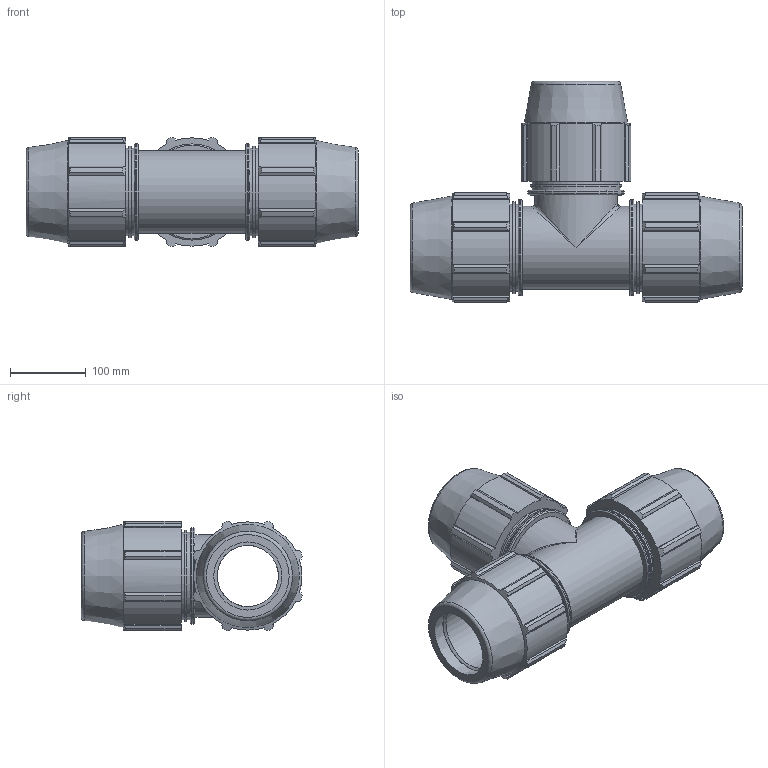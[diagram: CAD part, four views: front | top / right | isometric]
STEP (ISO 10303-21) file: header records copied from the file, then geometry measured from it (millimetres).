
FILE_DESCRIPTION(/* description */ ('PLASSON TEE 90-90-90'),/* implementation_level */ '2;1');
FILE_NAME(/* name */ '0704060900A.ipt.stp',/* time_stamp */ '2018-03-25T20:10:24+03:00',/* author */ ('KIM'),/* organization */ (''),/* preprocessor_version */ 'ST-DEVELOPER v15.6',/* originating_system */ 'Autodesk Inventor 2015',/* authorisation */ '');
FILE_SCHEMA (('AUTOMOTIVE_DESIGN { 1 0 10303 214 3 1 1 }'));
Length unit declared in the file: millimetre
Products named in the file (1): 0704060900A
Bounding box: 439 x 292.45 x 144.9 mm (x, y, z)
Volume: 4205051.1 mm3; surface area: 482024.2 mm2
Topology: 1 solids, 1 shells, 226 faces, 607 edges, 399 vertices
Faces by surface type: plane 120, cylinder 67, cone 28, torus 9, bspline 2
Full cylindrical faces by diameter (mm): 81 x2, 90 x3, 109.725 x2, 115.5 x6, 121.275 x3, 127.05 x3
Entity records: 6792 total; most frequent: CARTESIAN_POINT 1455, DIRECTION 1094, ORIENTED_EDGE 1092, EDGE_CURVE 546, AXIS2_PLACEMENT_3D 403, VERTEX_POINT 384, EDGE_LOOP 292, LINE 288
